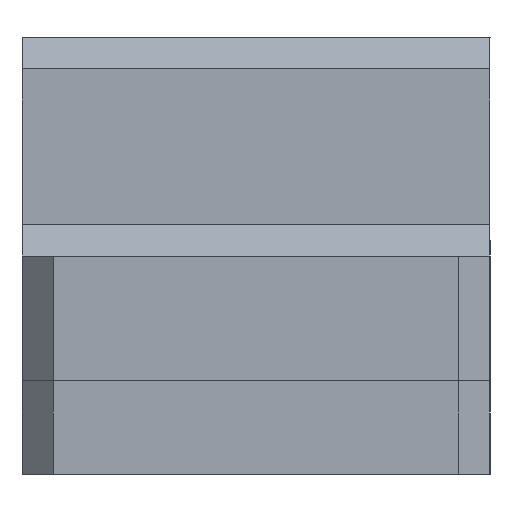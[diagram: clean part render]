
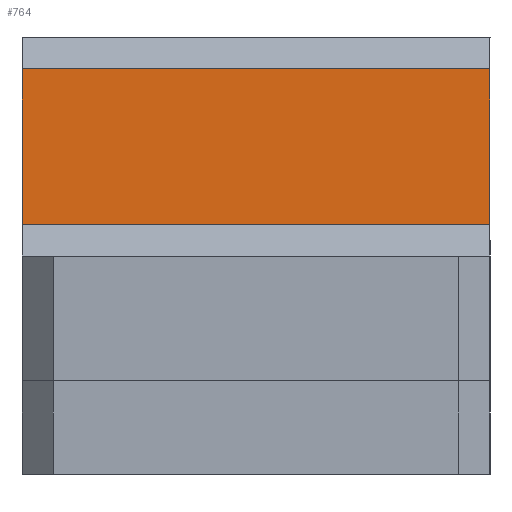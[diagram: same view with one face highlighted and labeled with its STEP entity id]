
A CAD part, left-side view. The second image highlights one B-rep face of the part: STEP entity #764.
In plain terms, the highlighted planar face has unit normal (-1, 0, 0).
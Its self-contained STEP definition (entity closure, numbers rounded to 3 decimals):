
#86=FACE_OUTER_BOUND('',#134,.T.);
#134=EDGE_LOOP('',(#645,#646,#647,#648));
#217=LINE('',#1237,#307);
#220=LINE('',#1243,#310);
#223=LINE('',#1249,#313);
#224=LINE('',#1250,#314);
#307=VECTOR('',#1017,10.);
#310=VECTOR('',#1022,10.);
#313=VECTOR('',#1027,10.);
#314=VECTOR('',#1028,10.);
#384=VERTEX_POINT('',#1234);
#385=VERTEX_POINT('',#1236);
#387=VERTEX_POINT('',#1242);
#389=VERTEX_POINT('',#1248);
#477=EDGE_CURVE('',#385,#384,#217,.T.);
#480=EDGE_CURVE('',#385,#387,#220,.T.);
#483=EDGE_CURVE('',#389,#384,#223,.T.);
#484=EDGE_CURVE('',#387,#389,#224,.T.);
#645=ORIENTED_EDGE('',*,*,#480,.F.);
#646=ORIENTED_EDGE('',*,*,#477,.T.);
#647=ORIENTED_EDGE('',*,*,#483,.F.);
#648=ORIENTED_EDGE('',*,*,#484,.F.);
#724=PLANE('',#844);
#764=ADVANCED_FACE('',(#86),#724,.T.);
#844=AXIS2_PLACEMENT_3D('',#1247,#1025,#1026);
#1017=DIRECTION('',(0.,0.,1.));
#1022=DIRECTION('',(0.,1.,0.));
#1025=DIRECTION('center_axis',(-1.,0.,0.));
#1026=DIRECTION('ref_axis',(0.,-1.,0.));
#1027=DIRECTION('',(0.,-1.,0.));
#1028=DIRECTION('',(0.,0.,1.));
#1234=CARTESIAN_POINT('',(17.25,0.,10.));
#1236=CARTESIAN_POINT('',(17.25,0.,5.));
#1237=CARTESIAN_POINT('',(17.25,0.,4.));
#1242=CARTESIAN_POINT('',(17.25,15.,5.));
#1243=CARTESIAN_POINT('',(17.25,11.25,5.));
#1247=CARTESIAN_POINT('Origin',(17.25,15.,4.));
#1248=CARTESIAN_POINT('',(17.25,15.,10.));
#1249=CARTESIAN_POINT('',(17.25,11.25,10.));
#1250=CARTESIAN_POINT('',(17.25,15.,4.));
